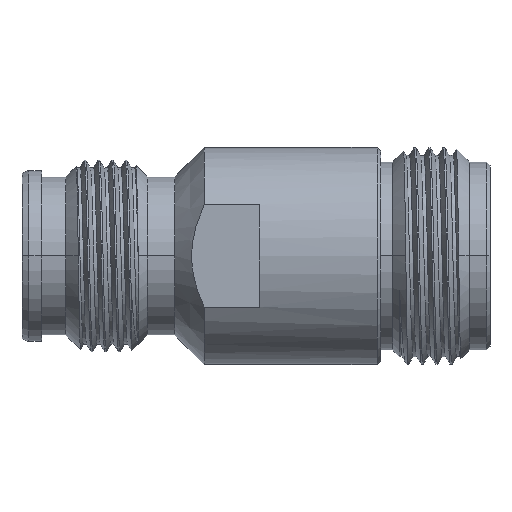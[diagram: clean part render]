
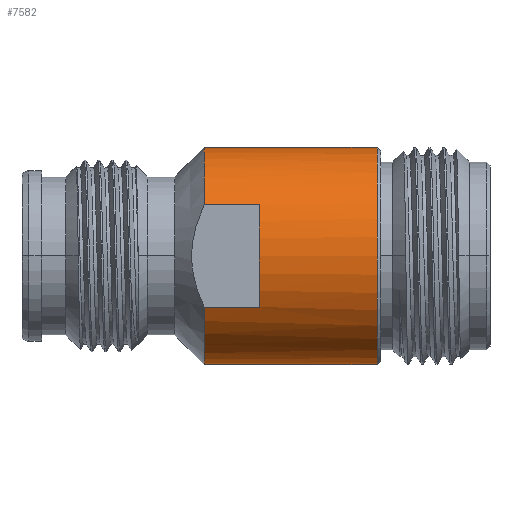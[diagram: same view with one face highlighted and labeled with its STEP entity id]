
A CAD part, top view. The second image highlights one B-rep face of the part: STEP entity #7582.
In plain terms, the highlighted cylindrical face has radius 7.938 mm (diameter 15.875 mm), a partial arc.
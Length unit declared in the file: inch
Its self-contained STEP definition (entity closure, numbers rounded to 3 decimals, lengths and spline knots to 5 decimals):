
#165 = VERTEX_POINT ( 'NONE', #6084 ) ;
#204 = DIRECTION ( 'NONE',  ( -1., 0., 0. ) ) ;
#495 = CARTESIAN_POINT ( 'NONE',  ( 0.56542, 0., 0. ) ) ;
#549 = LINE ( 'NONE', #1920, #4961 ) ;
#687 = CARTESIAN_POINT ( 'NONE',  ( 0.56542, 0.14733, 0.27559 ) ) ;
#722 = ORIENTED_EDGE ( 'NONE', *, *, #8127, .T. ) ;
#856 = ORIENTED_EDGE ( 'NONE', *, *, #1333, .T. ) ;
#912 = ORIENTED_EDGE ( 'NONE', *, *, #3474, .T. ) ;
#1076 = DIRECTION ( 'NONE',  ( 1., 0., 0. ) ) ;
#1201 = VERTEX_POINT ( 'NONE', #3368 ) ;
#1333 = EDGE_CURVE ( 'NONE', #4905, #165, #1616, .T. ) ;
#1377 = CIRCLE ( 'NONE', #4936, 0.3125 ) ;
#1545 = CARTESIAN_POINT ( 'NONE',  ( 0.72416, 0., 0. ) ) ;
#1616 = CIRCLE ( 'NONE', #4880, 0.3125 ) ;
#1920 = CARTESIAN_POINT ( 'NONE',  ( -0.21609, 0.14733, 0.27559 ) ) ;
#2097 = AXIS2_PLACEMENT_3D ( 'NONE', #7918, #8412, #3111 ) ;
#2271 = DIRECTION ( 'NONE',  ( 0., 1., 0. ) ) ;
#2369 = CARTESIAN_POINT ( 'NONE',  ( -0.21609, -0.3125, 0. ) ) ;
#2545 = CARTESIAN_POINT ( 'NONE',  ( -0.21609, 0.3125, 0. ) ) ;
#2601 = CARTESIAN_POINT ( 'NONE',  ( 0.72416, 0.14733, 0.27559 ) ) ;
#2731 = CARTESIAN_POINT ( 'NONE',  ( 1.06283, 0.3125, 0. ) ) ;
#3111 = DIRECTION ( 'NONE',  ( 0., 1., 0. ) ) ;
#3368 = CARTESIAN_POINT ( 'NONE',  ( 0.56542, -0.3125, 0. ) ) ;
#3439 = ORIENTED_EDGE ( 'NONE', *, *, #3695, .T. ) ;
#3474 = EDGE_CURVE ( 'NONE', #5531, #5800, #6351, .T. ) ;
#3695 = EDGE_CURVE ( 'NONE', #7911, #1201, #1377, .T. ) ;
#3739 = DIRECTION ( 'NONE',  ( 1., 0., 0. ) ) ;
#3747 = ORIENTED_EDGE ( 'NONE', *, *, #7826, .T. ) ;
#3829 = EDGE_LOOP ( 'NONE', ( #3439, #722, #4054, #5154, #912, #7247, #856, #3747 ) ) ;
#3973 = LINE ( 'NONE', #2545, #5103 ) ;
#3991 = EDGE_CURVE ( 'NONE', #8361, #7717, #6783, .T. ) ;
#4054 = ORIENTED_EDGE ( 'NONE', *, *, #3991, .T. ) ;
#4292 = CARTESIAN_POINT ( 'NONE',  ( 0.56542, -0.14733, 0.27559 ) ) ;
#4363 = CARTESIAN_POINT ( 'NONE',  ( 0.56542, 0., 0. ) ) ;
#4472 = CYLINDRICAL_SURFACE ( 'NONE', #7253, 0.3125 ) ;
#4869 = CARTESIAN_POINT ( 'NONE',  ( -0.21609, -0.14733, 0.27559 ) ) ;
#4880 = AXIS2_PLACEMENT_3D ( 'NONE', #1545, #6221, #8270 ) ;
#4905 = VERTEX_POINT ( 'NONE', #2601 ) ;
#4936 = AXIS2_PLACEMENT_3D ( 'NONE', #495, #8225, #6852 ) ;
#4961 = VECTOR ( 'NONE', #6105, 39.37008 ) ;
#5103 = VECTOR ( 'NONE', #7349, 39.37008 ) ;
#5154 = ORIENTED_EDGE ( 'NONE', *, *, #6006, .F. ) ;
#5181 = DIRECTION ( 'NONE',  ( 0., 1., 0. ) ) ;
#5531 = VERTEX_POINT ( 'NONE', #7943 ) ;
#5800 = VERTEX_POINT ( 'NONE', #687 ) ;
#5808 = DIRECTION ( 'NONE',  ( 1., 0., 0. ) ) ;
#6006 = EDGE_CURVE ( 'NONE', #5531, #7717, #3973, .T. ) ;
#6084 = CARTESIAN_POINT ( 'NONE',  ( 0.72416, -0.14733, 0.27559 ) ) ;
#6105 = DIRECTION ( 'NONE',  ( 1., 0., 0. ) ) ;
#6221 = DIRECTION ( 'NONE',  ( 1., 0., 0. ) ) ;
#6351 = CIRCLE ( 'NONE', #7487, 0.3125 ) ;
#6767 = CARTESIAN_POINT ( 'NONE',  ( 1.06283, -0.3125, 0. ) ) ;
#6783 = CIRCLE ( 'NONE', #2097, 0.3125 ) ;
#6852 = DIRECTION ( 'NONE',  ( 0., 1., 0. ) ) ;
#7118 = VECTOR ( 'NONE', #204, 39.37008 ) ;
#7234 = CARTESIAN_POINT ( 'NONE',  ( -0.21609, 0., 0. ) ) ;
#7247 = ORIENTED_EDGE ( 'NONE', *, *, #8253, .T. ) ;
#7253 = AXIS2_PLACEMENT_3D ( 'NONE', #7234, #5808, #5181 ) ;
#7280 = FACE_OUTER_BOUND ( 'NONE', #3829, .T. ) ;
#7349 = DIRECTION ( 'NONE',  ( 1., 0., 0. ) ) ;
#7487 = AXIS2_PLACEMENT_3D ( 'NONE', #4363, #3739, #2271 ) ;
#7540 = LINE ( 'NONE', #4869, #7118 ) ;
#7582 = ADVANCED_FACE ( 'NONE', ( #7280 ), #4472, .T. ) ;
#7717 = VERTEX_POINT ( 'NONE', #2731 ) ;
#7826 = EDGE_CURVE ( 'NONE', #165, #7911, #7540, .T. ) ;
#7911 = VERTEX_POINT ( 'NONE', #4292 ) ;
#7918 = CARTESIAN_POINT ( 'NONE',  ( 1.06283, 0., 0. ) ) ;
#7943 = CARTESIAN_POINT ( 'NONE',  ( 0.56542, 0.3125, 0. ) ) ;
#8127 = EDGE_CURVE ( 'NONE', #1201, #8361, #8467, .T. ) ;
#8225 = DIRECTION ( 'NONE',  ( 1., 0., 0. ) ) ;
#8228 = VECTOR ( 'NONE', #1076, 39.37008 ) ;
#8253 = EDGE_CURVE ( 'NONE', #5800, #4905, #549, .T. ) ;
#8270 = DIRECTION ( 'NONE',  ( 0., -1., 0. ) ) ;
#8361 = VERTEX_POINT ( 'NONE', #6767 ) ;
#8412 = DIRECTION ( 'NONE',  ( -1., 0., 0. ) ) ;
#8467 = LINE ( 'NONE', #2369, #8228 ) ;
